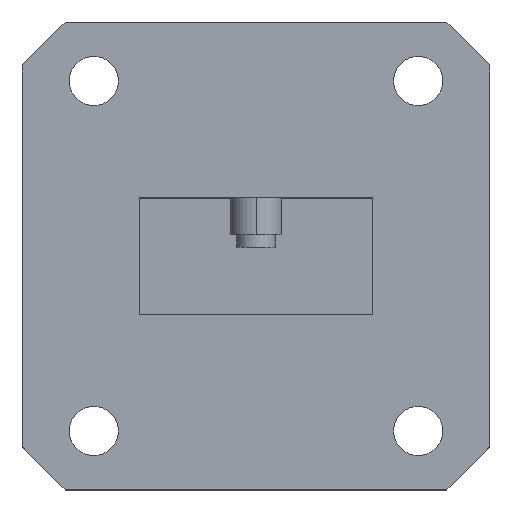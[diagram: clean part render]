
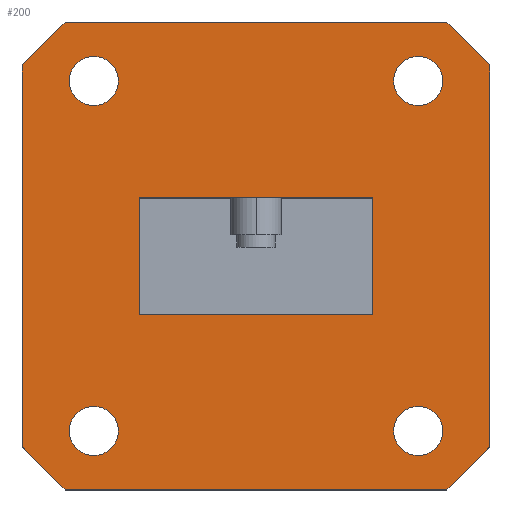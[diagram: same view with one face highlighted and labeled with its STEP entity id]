
A CAD part, top view. The second image highlights one B-rep face of the part: STEP entity #200.
In plain terms, the highlighted planar face has unit normal (0, 0, 1).
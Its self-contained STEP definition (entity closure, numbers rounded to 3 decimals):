
#200=ADVANCED_FACE('',(#388,#389,#390,#391,#392,#393),#394,.T.);
#388=FACE_OUTER_BOUND('',#578,.T.);
#389=FACE_BOUND('',#579,.T.);
#390=FACE_BOUND('',#580,.T.);
#391=FACE_BOUND('',#581,.T.);
#392=FACE_BOUND('',#582,.T.);
#393=FACE_BOUND('',#583,.T.);
#394=PLANE('',#584);
#578=EDGE_LOOP('',(#976,#977,#978,#979,#980,#981,#982,#983));
#579=EDGE_LOOP('',(#984,#985));
#580=EDGE_LOOP('',(#986,#987));
#581=EDGE_LOOP('',(#988,#989));
#582=EDGE_LOOP('',(#990,#991));
#583=EDGE_LOOP('',(#992,#993,#994,#995));
#584=AXIS2_PLACEMENT_3D('',#996,#997,#998);
#976=ORIENTED_EDGE('',*,*,#1110,.F.);
#977=ORIENTED_EDGE('',*,*,#1115,.T.);
#978=ORIENTED_EDGE('',*,*,#1133,.F.);
#979=ORIENTED_EDGE('',*,*,#1136,.T.);
#980=ORIENTED_EDGE('',*,*,#1145,.F.);
#981=ORIENTED_EDGE('',*,*,#1142,.T.);
#982=ORIENTED_EDGE('',*,*,#1139,.F.);
#983=ORIENTED_EDGE('',*,*,#1155,.T.);
#984=ORIENTED_EDGE('',*,*,#1147,.T.);
#985=ORIENTED_EDGE('',*,*,#1104,.T.);
#986=ORIENTED_EDGE('',*,*,#1149,.T.);
#987=ORIENTED_EDGE('',*,*,#1099,.T.);
#988=ORIENTED_EDGE('',*,*,#1151,.T.);
#989=ORIENTED_EDGE('',*,*,#1094,.T.);
#990=ORIENTED_EDGE('',*,*,#1153,.T.);
#991=ORIENTED_EDGE('',*,*,#1089,.T.);
#992=ORIENTED_EDGE('',*,*,#1178,.T.);
#993=ORIENTED_EDGE('',*,*,#1163,.T.);
#994=ORIENTED_EDGE('',*,*,#1158,.T.);
#995=ORIENTED_EDGE('',*,*,#1181,.T.);
#996=CARTESIAN_POINT('',(0.0,0.0,25.0));
#997=DIRECTION('',(0.0,0.0,1.0));
#998=DIRECTION('',(1.0,0.0,0.0));
#1089=EDGE_CURVE('',#1286,#1283,#1287,.T.);
#1094=EDGE_CURVE('',#1295,#1292,#1296,.T.);
#1099=EDGE_CURVE('',#1304,#1301,#1305,.T.);
#1104=EDGE_CURVE('',#1313,#1310,#1314,.T.);
#1110=EDGE_CURVE('',#1322,#1324,#1325,.T.);
#1115=EDGE_CURVE('',#1322,#1330,#1332,.T.);
#1133=EDGE_CURVE('',#1358,#1330,#1360,.T.);
#1136=EDGE_CURVE('',#1358,#1362,#1364,.T.);
#1139=EDGE_CURVE('',#1366,#1368,#1369,.T.);
#1142=EDGE_CURVE('',#1372,#1368,#1373,.T.);
#1145=EDGE_CURVE('',#1372,#1362,#1376,.T.);
#1147=EDGE_CURVE('',#1310,#1313,#1378,.T.);
#1149=EDGE_CURVE('',#1301,#1304,#1380,.T.);
#1151=EDGE_CURVE('',#1292,#1295,#1382,.T.);
#1153=EDGE_CURVE('',#1283,#1286,#1384,.T.);
#1155=EDGE_CURVE('',#1366,#1324,#1386,.T.);
#1158=EDGE_CURVE('',#1391,#1388,#1392,.T.);
#1163=EDGE_CURVE('',#1398,#1391,#1399,.T.);
#1178=EDGE_CURVE('',#1419,#1398,#1420,.T.);
#1181=EDGE_CURVE('',#1388,#1419,#1423,.T.);
#1283=VERTEX_POINT('',#1540);
#1286=VERTEX_POINT('',#1544);
#1287=CIRCLE('',#1545,2.0);
#1292=VERTEX_POINT('',#1551);
#1295=VERTEX_POINT('',#1555);
#1296=CIRCLE('',#1556,2.0);
#1301=VERTEX_POINT('',#1562);
#1304=VERTEX_POINT('',#1566);
#1305=CIRCLE('',#1567,2.0);
#1310=VERTEX_POINT('',#1573);
#1313=VERTEX_POINT('',#1577);
#1314=CIRCLE('',#1578,2.0);
#1322=VERTEX_POINT('',#1588);
#1324=VERTEX_POINT('',#1591);
#1325=LINE('',#1592,#1593);
#1330=VERTEX_POINT('',#1600);
#1332=LINE('',#1603,#1604);
#1358=VERTEX_POINT('',#1640);
#1360=LINE('',#1643,#1644);
#1362=VERTEX_POINT('',#1646);
#1364=LINE('',#1649,#1650);
#1366=VERTEX_POINT('',#1652);
#1368=VERTEX_POINT('',#1655);
#1369=LINE('',#1656,#1657);
#1372=VERTEX_POINT('',#1661);
#1373=LINE('',#1662,#1663);
#1376=LINE('',#1667,#1668);
#1378=CIRCLE('',#1670,2.0);
#1380=CIRCLE('',#1672,2.0);
#1382=CIRCLE('',#1674,2.0);
#1384=CIRCLE('',#1676,2.0);
#1386=LINE('',#1678,#1679);
#1388=VERTEX_POINT('',#1681);
#1391=VERTEX_POINT('',#1685);
#1392=LINE('',#1686,#1687);
#1398=VERTEX_POINT('',#1695);
#1399=LINE('',#1696,#1697);
#1419=VERTEX_POINT('',#1726);
#1420=LINE('',#1727,#1728);
#1423=LINE('',#1732,#1733);
#1540=CARTESIAN_POINT('',(15.21,14.25,25.0));
#1544=CARTESIAN_POINT('',(11.21,14.25,25.0));
#1545=AXIS2_PLACEMENT_3D('',#1840,#1841,#1842);
#1551=CARTESIAN_POINT('',(15.21,-14.25,25.0));
#1555=CARTESIAN_POINT('',(11.21,-14.25,25.0));
#1556=AXIS2_PLACEMENT_3D('',#1848,#1849,#1850);
#1562=CARTESIAN_POINT('',(-15.21,-14.25,25.0));
#1566=CARTESIAN_POINT('',(-11.21,-14.25,25.0));
#1567=AXIS2_PLACEMENT_3D('',#1856,#1857,#1858);
#1573=CARTESIAN_POINT('',(-15.21,14.25,25.0));
#1577=CARTESIAN_POINT('',(-11.21,14.25,25.0));
#1578=AXIS2_PLACEMENT_3D('',#1864,#1865,#1866);
#1588=CARTESIAN_POINT('',(15.55,19.05,25.0));
#1591=CARTESIAN_POINT('',(19.05,15.55,25.0));
#1592=CARTESIAN_POINT('',(17.3,17.3,25.0));
#1593=VECTOR('',#1873,1.0);
#1600=CARTESIAN_POINT('',(-15.55,19.05,25.0));
#1603=CARTESIAN_POINT('',(0.0,19.05,25.0));
#1604=VECTOR('',#1877,1.0);
#1640=CARTESIAN_POINT('',(-19.05,15.55,25.0));
#1643=CARTESIAN_POINT('',(-17.3,17.3,25.0));
#1644=VECTOR('',#1901,1.0);
#1646=CARTESIAN_POINT('',(-19.05,-15.55,25.0));
#1649=CARTESIAN_POINT('',(-19.05,0.0,25.0));
#1650=VECTOR('',#1903,1.0);
#1652=CARTESIAN_POINT('',(19.05,-15.55,25.0));
#1655=CARTESIAN_POINT('',(15.55,-19.05,25.0));
#1656=CARTESIAN_POINT('',(17.3,-17.3,25.0));
#1657=VECTOR('',#1905,1.0);
#1661=CARTESIAN_POINT('',(-15.55,-19.05,25.0));
#1662=CARTESIAN_POINT('',(0.0,-19.05,25.0));
#1663=VECTOR('',#1907,1.0);
#1667=CARTESIAN_POINT('',(-17.3,-17.3,25.0));
#1668=VECTOR('',#1909,1.0);
#1670=AXIS2_PLACEMENT_3D('',#1910,#1911,#1912);
#1672=AXIS2_PLACEMENT_3D('',#1913,#1914,#1915);
#1674=AXIS2_PLACEMENT_3D('',#1916,#1917,#1918);
#1676=AXIS2_PLACEMENT_3D('',#1919,#1920,#1921);
#1678=CARTESIAN_POINT('',(19.05,0.0,25.0));
#1679=VECTOR('',#1922,1.0);
#1681=CARTESIAN_POINT('',(9.525,4.763,25.0));
#1685=CARTESIAN_POINT('',(-9.525,4.763,25.0));
#1686=CARTESIAN_POINT('',(0.0,4.763,25.0));
#1687=VECTOR('',#1924,1.0);
#1695=CARTESIAN_POINT('',(-9.525,-4.763,25.0));
#1696=CARTESIAN_POINT('',(-9.525,0.0,25.0));
#1697=VECTOR('',#1930,1.0);
#1726=CARTESIAN_POINT('',(9.525,-4.763,25.0));
#1727=CARTESIAN_POINT('',(0.0,-4.763,25.0));
#1728=VECTOR('',#1943,1.0);
#1732=CARTESIAN_POINT('',(9.525,0.0,25.0));
#1733=VECTOR('',#1945,1.0);
#1840=CARTESIAN_POINT('',(13.21,14.25,25.0));
#1841=DIRECTION('',(0.0,0.0,-1.0));
#1842=DIRECTION('',(1.0,0.0,0.0));
#1848=CARTESIAN_POINT('',(13.21,-14.25,25.0));
#1849=DIRECTION('',(0.0,0.0,-1.0));
#1850=DIRECTION('',(1.0,0.0,0.0));
#1856=CARTESIAN_POINT('',(-13.21,-14.25,25.0));
#1857=DIRECTION('',(-0.0,0.0,-1.0));
#1858=DIRECTION('',(-1.0,0.0,0.0));
#1864=CARTESIAN_POINT('',(-13.21,14.25,25.0));
#1865=DIRECTION('',(-0.0,0.0,-1.0));
#1866=DIRECTION('',(-1.0,0.0,0.0));
#1873=DIRECTION('',(0.707,-0.707,0.0));
#1877=DIRECTION('',(-1.0,0.0,0.0));
#1901=DIRECTION('',(0.707,0.707,-0.0));
#1903=DIRECTION('',(0.0,-1.0,0.0));
#1905=DIRECTION('',(-0.707,-0.707,0.0));
#1907=DIRECTION('',(1.0,0.0,0.0));
#1909=DIRECTION('',(-0.707,0.707,0.0));
#1910=CARTESIAN_POINT('',(-13.21,14.25,25.0));
#1911=DIRECTION('',(-0.0,0.0,-1.0));
#1912=DIRECTION('',(-1.0,0.0,0.0));
#1913=CARTESIAN_POINT('',(-13.21,-14.25,25.0));
#1914=DIRECTION('',(-0.0,0.0,-1.0));
#1915=DIRECTION('',(-1.0,0.0,0.0));
#1916=CARTESIAN_POINT('',(13.21,-14.25,25.0));
#1917=DIRECTION('',(0.0,0.0,-1.0));
#1918=DIRECTION('',(1.0,0.0,0.0));
#1919=CARTESIAN_POINT('',(13.21,14.25,25.0));
#1920=DIRECTION('',(0.0,0.0,-1.0));
#1921=DIRECTION('',(1.0,0.0,0.0));
#1922=DIRECTION('',(0.0,1.0,0.0));
#1924=DIRECTION('',(1.0,0.0,-0.0));
#1930=DIRECTION('',(0.0,1.0,0.0));
#1943=DIRECTION('',(-1.0,0.0,0.0));
#1945=DIRECTION('',(0.0,-1.0,0.0));
